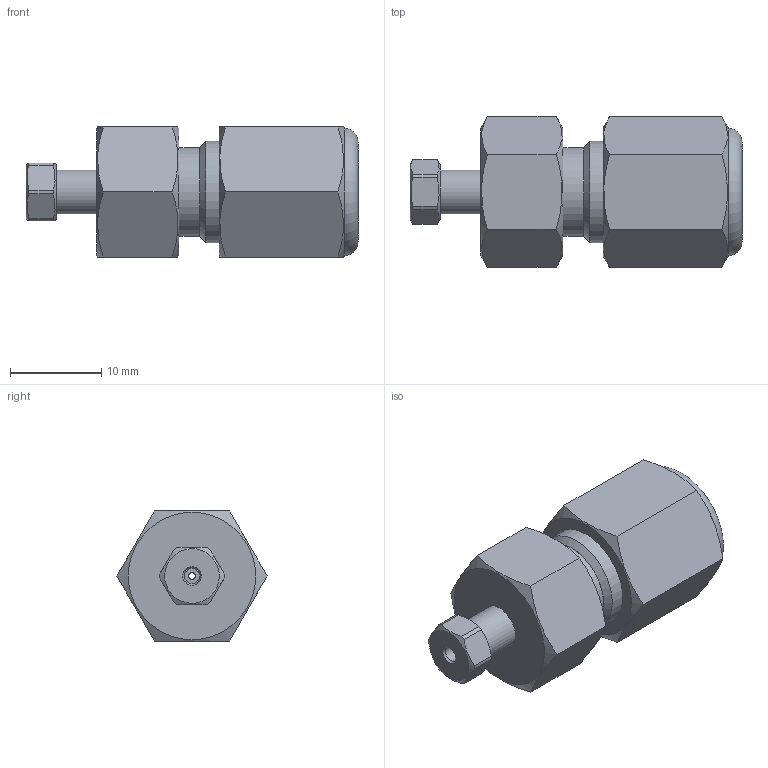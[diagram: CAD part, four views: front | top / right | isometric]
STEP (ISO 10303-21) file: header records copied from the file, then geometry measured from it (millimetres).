
FILE_DESCRIPTION((''),'2;1');
FILE_NAME('305012-EZRU41 External-internal reducing union.stp','2013-08-23T11:36:29',('Franzp'),(''),'Autodesk Inventor 2013','Autodesk Inventor 2013','');
FILE_SCHEMA(('AUTOMOTIVE_DESIGN { 1 0 10303 214 1 1 1 1 }'));
Length unit declared in the file: millimetre
Products named in the file (1): 305012_Shrinkwrap_1
Bounding box: 36.47 x 16.5 x 14.29 mm (x, y, z)
Surface area: 2499.7 mm2 (no closed solid volume)
Topology: 0 solids, 8 shells, 51 faces, 127 edges, 84 vertices
Faces by surface type: plane 26, cone 12, cylinder 12, torus 1
Full cylindrical faces by diameter (mm): 1.727 x1, 4.826 x1, 6.452 x1, 6.55 x1, 9.72 x1, 11.113 x1
Entity records: 1468 total; most frequent: CARTESIAN_POINT 308, DIRECTION 216, ORIENTED_EDGE 192, EDGE_CURVE 104, AXIS2_PLACEMENT_3D 96, VERTEX_POINT 80, EDGE_LOOP 78, FACE_OUTER_BOUND 51
